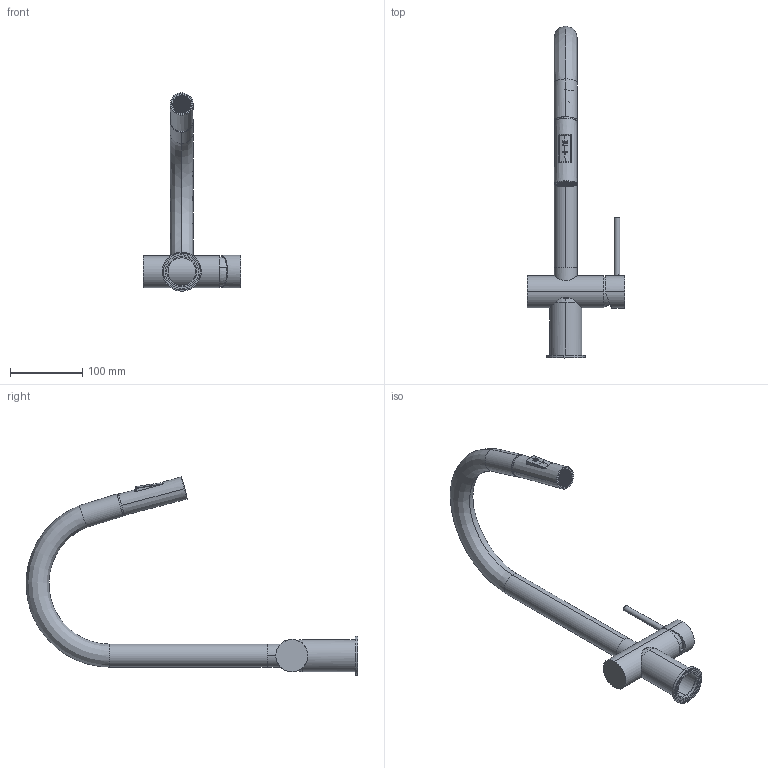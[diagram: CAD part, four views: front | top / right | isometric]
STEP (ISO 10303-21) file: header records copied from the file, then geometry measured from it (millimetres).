
FILE_DESCRIPTION (( 'STEP AP214' ), '1' );
FILE_NAME ('SUSSEX_SCALA_SSMPO2F_goose_neck_sink_mixer_pull_out_2f_shell-.STEP', '2021-05-13T01:29:48', ( '' ), ( '' ), 'SwSTEP 2.0', 'SolidWorks 2020', '' );
FILE_SCHEMA (( 'AUTOMOTIVE_DESIGN' ));
Length unit declared in the file: millimetre
Products named in the file (1): SUSSEX_SCALA_SSMPO2F_goose_neck_sink_mixer_pull_out_2f_shell-
Bounding box: 134.6 x 459.99 x 274.59 mm (x, y, z)
Surface area: 187900.4 mm2 (no closed solid volume)
Topology: 0 solids, 16 shells, 1139 faces, 3034 edges, 1998 vertices
Faces by surface type: plane 697, cylinder 328, bspline 81, torus 22, cone 11
Entity records: 59989 total; most frequent: CARTESIAN_POINT 20008, ORIENTED_EDGE 6066, DIRECTION 5652, EDGE_CURVE 3034, LINE 2022, VECTOR 2022, VERTEX_POINT 1998, AXIS2_PLACEMENT_3D 1815
